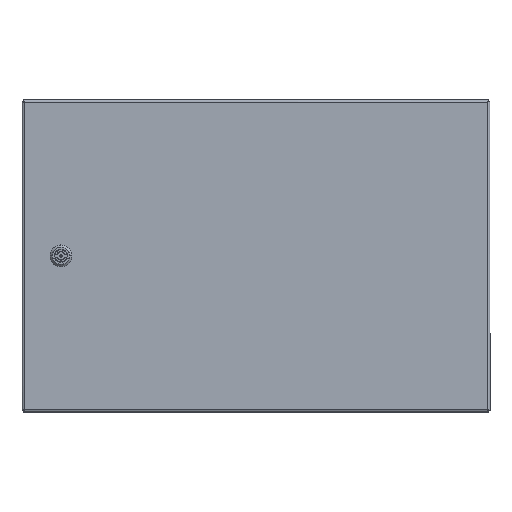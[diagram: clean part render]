
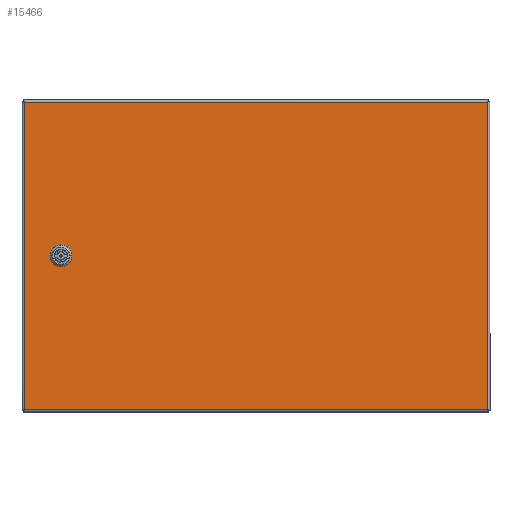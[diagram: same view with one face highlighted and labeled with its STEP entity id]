
A CAD part, top view. The second image highlights one B-rep face of the part: STEP entity #15466.
In plain terms, the highlighted face is planar.
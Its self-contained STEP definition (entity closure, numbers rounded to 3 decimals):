
#29 = ORIENTED_EDGE ( 'NONE', *, *, #18125, .F. ) ;
#51 = VECTOR ( 'NONE', #12732, 1000. ) ;
#765 = LINE ( 'NONE', #8728, #6391 ) ;
#821 = VERTEX_POINT ( 'NONE', #13950 ) ;
#1245 = EDGE_CURVE ( 'NONE', #15257, #6182, #26783, .T. ) ;
#1282 = ORIENTED_EDGE ( 'NONE', *, *, #10439, .F. ) ;
#1308 = DIRECTION ( 'NONE',  ( 0., -1., 0. ) ) ;
#1635 = CARTESIAN_POINT ( 'NONE',  ( -298.493, 197., 0. ) ) ;
#2319 = AXIS2_PLACEMENT_3D ( 'NONE', #18589, #11452, #28216 ) ;
#3100 = VERTEX_POINT ( 'NONE', #3534 ) ;
#3189 = EDGE_CURVE ( 'NONE', #27109, #10482, #18776, .T. ) ;
#3518 = CARTESIAN_POINT ( 'NONE',  ( 297., 198.493, 0. ) ) ;
#3534 = CARTESIAN_POINT ( 'NONE',  ( 239.95, -5.056, 0. ) ) ;
#3552 = EDGE_CURVE ( 'NONE', #10482, #821, #10466, .T. ) ;
#3663 = DIRECTION ( 'NONE',  ( -1., 0., 0. ) ) ;
#4016 = AXIS2_PLACEMENT_3D ( 'NONE', #6357, #23145, #8785 ) ;
#4066 = VECTOR ( 'NONE', #22919, 1000. ) ;
#4717 = VERTEX_POINT ( 'NONE', #25077 ) ;
#5674 = CARTESIAN_POINT ( 'NONE',  ( 297., 197., 0. ) ) ;
#5828 = DIRECTION ( 'NONE',  ( 0., 0., -1. ) ) ;
#5972 = CARTESIAN_POINT ( 'NONE',  ( 255.056, -10.05, 0. ) ) ;
#6182 = VERTEX_POINT ( 'NONE', #17212 ) ;
#6357 = CARTESIAN_POINT ( 'NONE',  ( 250., 0., 0. ) ) ;
#6391 = VECTOR ( 'NONE', #23091, 1000. ) ;
#6586 = VERTEX_POINT ( 'NONE', #6800 ) ;
#6726 = ORIENTED_EDGE ( 'NONE', *, *, #3189, .F. ) ;
#6800 = CARTESIAN_POINT ( 'NONE',  ( 244.944, -10.05, 0. ) ) ;
#7101 = AXIS2_PLACEMENT_3D ( 'NONE', #9422, #26242, #11857 ) ;
#8172 = CIRCLE ( 'NONE', #19194, 11.25 ) ;
#8429 = CIRCLE ( 'NONE', #7101, 11.25 ) ;
#8728 = CARTESIAN_POINT ( 'NONE',  ( -297., -198.493, 0. ) ) ;
#8785 = DIRECTION ( 'NONE',  ( -1., 0., 0. ) ) ;
#8810 = CARTESIAN_POINT ( 'NONE',  ( 255.056, 10.05, 0. ) ) ;
#9422 = CARTESIAN_POINT ( 'NONE',  ( 250., 0., 0. ) ) ;
#9568 = VERTEX_POINT ( 'NONE', #12325 ) ;
#10321 = CARTESIAN_POINT ( 'NONE',  ( 239.95, 5.056, 0. ) ) ;
#10357 = EDGE_CURVE ( 'NONE', #19164, #6586, #18546, .T. ) ;
#10439 = EDGE_CURVE ( 'NONE', #4717, #27109, #26802, .T. ) ;
#10466 = LINE ( 'NONE', #30152, #4066 ) ;
#10482 = VERTEX_POINT ( 'NONE', #28104 ) ;
#10775 = DIRECTION ( 'NONE',  ( 0., 0., -1. ) ) ;
#11218 = DIRECTION ( 'NONE',  ( 1., 0., 0. ) ) ;
#11402 = CARTESIAN_POINT ( 'NONE',  ( -297., 197., 0. ) ) ;
#11452 = DIRECTION ( 'NONE',  ( 0., 0., 1. ) ) ;
#11777 = FACE_BOUND ( 'NONE', #13464, .T. ) ;
#11857 = DIRECTION ( 'NONE',  ( -1., 0., 0. ) ) ;
#12325 = CARTESIAN_POINT ( 'NONE',  ( -297., -197., 0. ) ) ;
#12435 = AXIS2_PLACEMENT_3D ( 'NONE', #20223, #5828, #22620 ) ;
#12732 = DIRECTION ( 'NONE',  ( 0., 1., 0. ) ) ;
#12894 = VERTEX_POINT ( 'NONE', #18162 ) ;
#12913 = CIRCLE ( 'NONE', #12435, 11.25 ) ;
#13464 = EDGE_LOOP ( 'NONE', ( #22684, #19204, #15668, #6726, #1282, #29, #23157, #18752 ) ) ;
#13950 = CARTESIAN_POINT ( 'NONE',  ( 260.05, -5.056, 0. ) ) ;
#14007 = VECTOR ( 'NONE', #1308, 1000. ) ;
#14184 = CARTESIAN_POINT ( 'NONE',  ( 298.493, -197., 0. ) ) ;
#14421 = ORIENTED_EDGE ( 'NONE', *, *, #19068, .T. ) ;
#15257 = VERTEX_POINT ( 'NONE', #5674 ) ;
#15466 = ADVANCED_FACE ( 'NONE', ( #11777, #25288 ), #25833, .F. ) ;
#15668 = ORIENTED_EDGE ( 'NONE', *, *, #3552, .F. ) ;
#16015 = DIRECTION ( 'NONE',  ( 1., 0., 0. ) ) ;
#17073 = EDGE_CURVE ( 'NONE', #9568, #25862, #765, .T. ) ;
#17212 = CARTESIAN_POINT ( 'NONE',  ( 297., -197., 0. ) ) ;
#17769 = VECTOR ( 'NONE', #3663, 1000. ) ;
#18125 = EDGE_CURVE ( 'NONE', #12894, #4717, #12913, .T. ) ;
#18162 = CARTESIAN_POINT ( 'NONE',  ( 239.95, 5.056, 0. ) ) ;
#18546 = LINE ( 'NONE', #5972, #17769 ) ;
#18589 = CARTESIAN_POINT ( 'NONE',  ( -300., 200., 0. ) ) ;
#18752 = ORIENTED_EDGE ( 'NONE', *, *, #22631, .F. ) ;
#18776 = CIRCLE ( 'NONE', #4016, 11.25 ) ;
#19068 = EDGE_CURVE ( 'NONE', #6182, #9568, #28631, .T. ) ;
#19164 = VERTEX_POINT ( 'NONE', #26571 ) ;
#19194 = AXIS2_PLACEMENT_3D ( 'NONE', #25173, #10775, #27566 ) ;
#19204 = ORIENTED_EDGE ( 'NONE', *, *, #30244, .F. ) ;
#19218 = LINE ( 'NONE', #10321, #51 ) ;
#19917 = EDGE_CURVE ( 'NONE', #25862, #15257, #28574, .T. ) ;
#20138 = ORIENTED_EDGE ( 'NONE', *, *, #19917, .T. ) ;
#20223 = CARTESIAN_POINT ( 'NONE',  ( 250., 0., 0. ) ) ;
#20407 = VECTOR ( 'NONE', #11218, 1000. ) ;
#22185 = VECTOR ( 'NONE', #16015, 1000. ) ;
#22245 = VECTOR ( 'NONE', #30846, 1000. ) ;
#22620 = DIRECTION ( 'NONE',  ( -1., 0., 0. ) ) ;
#22631 = EDGE_CURVE ( 'NONE', #6586, #3100, #8172, .T. ) ;
#22684 = ORIENTED_EDGE ( 'NONE', *, *, #10357, .F. ) ;
#22919 = DIRECTION ( 'NONE',  ( 0., -1., 0. ) ) ;
#23091 = DIRECTION ( 'NONE',  ( 0., 1., 0. ) ) ;
#23145 = DIRECTION ( 'NONE',  ( 0., 0., -1. ) ) ;
#23157 = ORIENTED_EDGE ( 'NONE', *, *, #26244, .F. ) ;
#23933 = EDGE_LOOP ( 'NONE', ( #14421, #24855, #20138, #25074 ) ) ;
#24855 = ORIENTED_EDGE ( 'NONE', *, *, #17073, .T. ) ;
#25074 = ORIENTED_EDGE ( 'NONE', *, *, #1245, .T. ) ;
#25077 = CARTESIAN_POINT ( 'NONE',  ( 244.944, 10.05, 0. ) ) ;
#25173 = CARTESIAN_POINT ( 'NONE',  ( 250., 0., 0. ) ) ;
#25288 = FACE_OUTER_BOUND ( 'NONE', #23933, .T. ) ;
#25833 = PLANE ( 'NONE',  #2319 ) ;
#25862 = VERTEX_POINT ( 'NONE', #11402 ) ;
#26242 = DIRECTION ( 'NONE',  ( 0., 0., -1. ) ) ;
#26244 = EDGE_CURVE ( 'NONE', #3100, #12894, #19218, .T. ) ;
#26571 = CARTESIAN_POINT ( 'NONE',  ( 255.056, -10.05, 0. ) ) ;
#26783 = LINE ( 'NONE', #3518, #14007 ) ;
#26802 = LINE ( 'NONE', #8810, #20407 ) ;
#27109 = VERTEX_POINT ( 'NONE', #30814 ) ;
#27566 = DIRECTION ( 'NONE',  ( -1., 0., 0. ) ) ;
#28104 = CARTESIAN_POINT ( 'NONE',  ( 260.05, 5.056, 0. ) ) ;
#28216 = DIRECTION ( 'NONE',  ( 1., 0., 0. ) ) ;
#28574 = LINE ( 'NONE', #1635, #22185 ) ;
#28631 = LINE ( 'NONE', #14184, #22245 ) ;
#30152 = CARTESIAN_POINT ( 'NONE',  ( 260.05, 5.056, 0. ) ) ;
#30244 = EDGE_CURVE ( 'NONE', #821, #19164, #8429, .T. ) ;
#30814 = CARTESIAN_POINT ( 'NONE',  ( 255.056, 10.05, 0. ) ) ;
#30846 = DIRECTION ( 'NONE',  ( -1., 0., 0. ) ) ;
